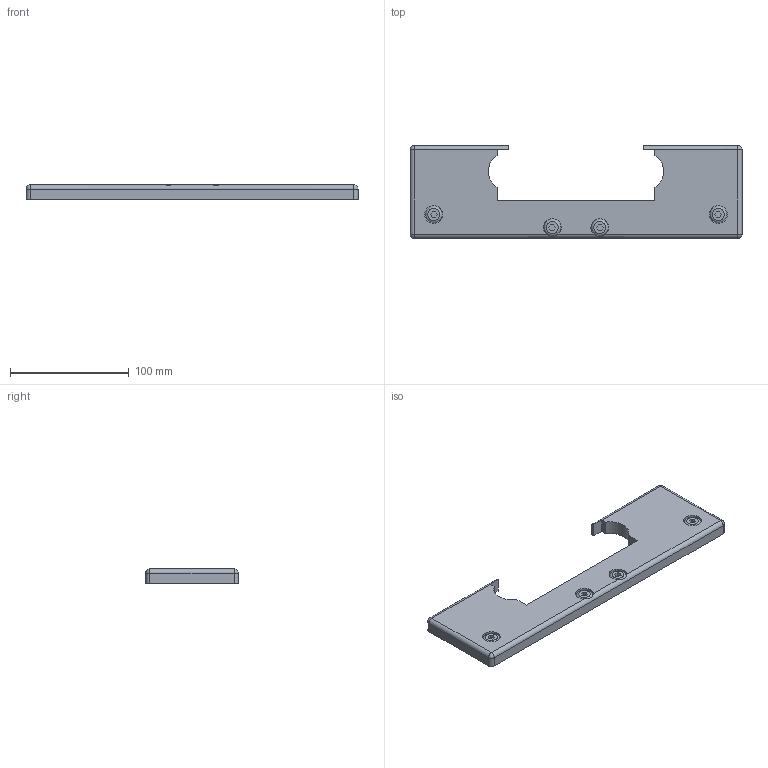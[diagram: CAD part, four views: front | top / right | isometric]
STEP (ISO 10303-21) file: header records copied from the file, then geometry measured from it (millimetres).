
FILE_DESCRIPTION((''),'2;1');
FILE_NAME('SL0167S.ipt.step','2007-09-10T15:13:22',(''),(''),'Autodesk Inventor 11','Autodesk Inventor 11','');
FILE_SCHEMA(('AUTOMOTIVE_DESIGN { 1 0 10303 214 1 1 1 1 }'));
Length unit declared in the file: millimetre
Products named in the file (1): SL0167S
Bounding box: 280 x 78 x 12 mm (x, y, z)
Volume: 183048.9 mm3; surface area: 41237.3 mm2
Topology: 1 solids, 1 shells, 79 faces, 189 edges, 118 vertices
Faces by surface type: plane 52, cylinder 19, sphere 4, torus 4
Full cylindrical faces by diameter (mm): 14 x4, 15 x4
Entity records: 2244 total; most frequent: CARTESIAN_POINT 419, DIRECTION 377, ORIENTED_EDGE 346, EDGE_CURVE 173, AXIS2_PLACEMENT_3D 126, VECTOR 125, LINE 125, VERTEX_POINT 118
